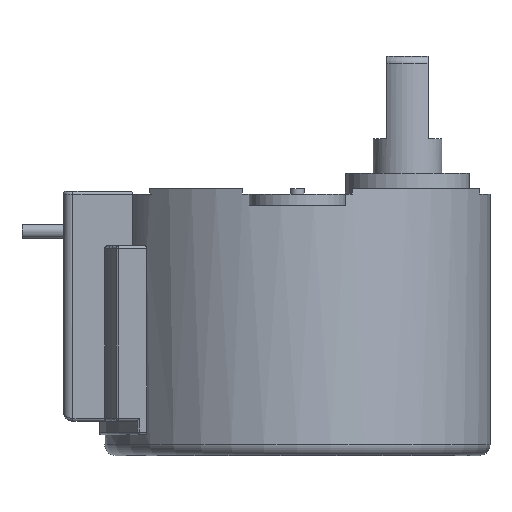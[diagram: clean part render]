
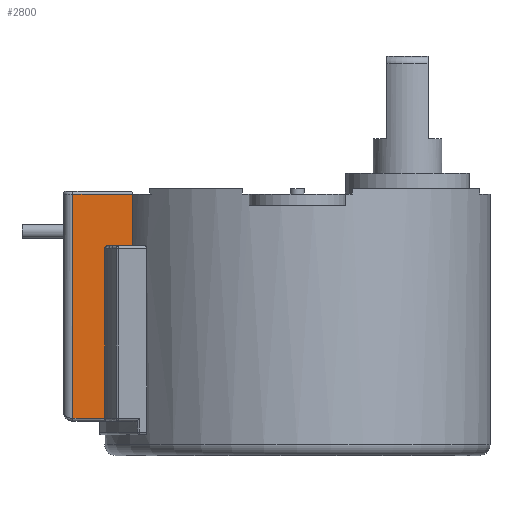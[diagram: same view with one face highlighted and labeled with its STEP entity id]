
A CAD part, left-side view. The second image highlights one B-rep face of the part: STEP entity #2800.
In plain terms, the highlighted planar face has unit normal (-1, 0, 0).
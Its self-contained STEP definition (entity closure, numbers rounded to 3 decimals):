
#54=B_SPLINE_CURVE_WITH_KNOTS('',3,(#4838,#4839,#4840,#4841,#4842,#4843,
#4844,#4845,#4846,#4847),.UNSPECIFIED.,.F.,.F.,(4,2,2,2,4),(0.,0.007,
0.015,0.023,0.032),.UNSPECIFIED.);
#529=FACE_OUTER_BOUND('',#714,.T.);
#714=EDGE_LOOP('',(#2277,#2278,#2279,#2280,#2281,#2282,#2283));
#850=LINE('',#4264,#1044);
#913=LINE('',#4796,#1107);
#925=LINE('',#4861,#1119);
#927=LINE('',#4866,#1121);
#928=LINE('',#4867,#1122);
#929=LINE('',#4868,#1123);
#1044=VECTOR('',#3395,10.);
#1107=VECTOR('',#3694,10.);
#1119=VECTOR('',#3738,10.);
#1121=VECTOR('',#3744,10.);
#1122=VECTOR('',#3745,10.);
#1123=VECTOR('',#3746,10.);
#1231=VERTEX_POINT('',#4194);
#1253=VERTEX_POINT('',#4263);
#1357=VERTEX_POINT('',#4789);
#1359=VERTEX_POINT('',#4795);
#1364=VERTEX_POINT('',#4836);
#1365=VERTEX_POINT('',#4837);
#1366=VERTEX_POINT('',#4860);
#1524=EDGE_CURVE('',#1231,#1253,#850,.T.);
#1671=EDGE_CURVE('',#1359,#1357,#913,.T.);
#1684=EDGE_CURVE('',#1364,#1365,#54,.F.);
#1693=EDGE_CURVE('',#1357,#1366,#925,.T.);
#1696=EDGE_CURVE('',#1359,#1365,#927,.T.);
#1697=EDGE_CURVE('',#1364,#1253,#928,.T.);
#1698=EDGE_CURVE('',#1366,#1231,#929,.T.);
#2277=ORIENTED_EDGE('',*,*,#1671,.F.);
#2278=ORIENTED_EDGE('',*,*,#1696,.T.);
#2279=ORIENTED_EDGE('',*,*,#1684,.F.);
#2280=ORIENTED_EDGE('',*,*,#1697,.T.);
#2281=ORIENTED_EDGE('',*,*,#1524,.F.);
#2282=ORIENTED_EDGE('',*,*,#1698,.F.);
#2283=ORIENTED_EDGE('',*,*,#1693,.F.);
#2676=PLANE('',#3093);
#2800=ADVANCED_FACE('',(#529),#2676,.T.);
#3093=AXIS2_PLACEMENT_3D('',#4865,#3742,#3743);
#3395=DIRECTION('',(0.,0.,-1.));
#3694=DIRECTION('',(0.,1.,0.));
#3738=DIRECTION('',(0.,0.,1.));
#3742=DIRECTION('center_axis',(-1.,0.,0.));
#3743=DIRECTION('ref_axis',(0.,-1.,0.));
#3744=DIRECTION('',(0.,0.,1.));
#3745=DIRECTION('',(0.,-1.,0.));
#3746=DIRECTION('',(0.,-1.,0.));
#4194=CARTESIAN_POINT('',(-7.25,19.977,0.));
#4263=CARTESIAN_POINT('',(-7.25,19.977,-3.75));
#4264=CARTESIAN_POINT('',(-7.25,19.977,0.));
#4789=CARTESIAN_POINT('',(-7.25,24.3,-16.3));
#4795=CARTESIAN_POINT('',(-7.25,21.982,-16.3));
#4796=CARTESIAN_POINT('',(-7.25,23.749,-16.3));
#4836=CARTESIAN_POINT('',(-7.25,21.756,-3.75));
#4837=CARTESIAN_POINT('',(-7.25,21.982,-3.95));
#4838=CARTESIAN_POINT('Ctrl Pts',(-7.25,21.982,-3.95));
#4839=CARTESIAN_POINT('Ctrl Pts',(-7.25,21.982,-3.926));
#4840=CARTESIAN_POINT('Ctrl Pts',(-7.25,21.976,-3.898));
#4841=CARTESIAN_POINT('Ctrl Pts',(-7.25,21.956,-3.854));
#4842=CARTESIAN_POINT('Ctrl Pts',(-7.25,21.938,-3.829));
#4843=CARTESIAN_POINT('Ctrl Pts',(-7.25,21.9,-3.793));
#4844=CARTESIAN_POINT('Ctrl Pts',(-7.25,21.872,-3.776));
#4845=CARTESIAN_POINT('Ctrl Pts',(-7.25,21.82,-3.756));
#4846=CARTESIAN_POINT('Ctrl Pts',(-7.25,21.785,-3.75));
#4847=CARTESIAN_POINT('Ctrl Pts',(-7.25,21.756,-3.75));
#4860=CARTESIAN_POINT('',(-7.25,24.3,0.));
#4861=CARTESIAN_POINT('',(-7.25,24.3,-16.5));
#4865=CARTESIAN_POINT('Origin',(-7.25,25.,-16.5));
#4866=CARTESIAN_POINT('',(-7.25,21.982,-16.5));
#4867=CARTESIAN_POINT('',(-7.25,22.74,-3.75));
#4868=CARTESIAN_POINT('',(-7.25,24.219,0.));
